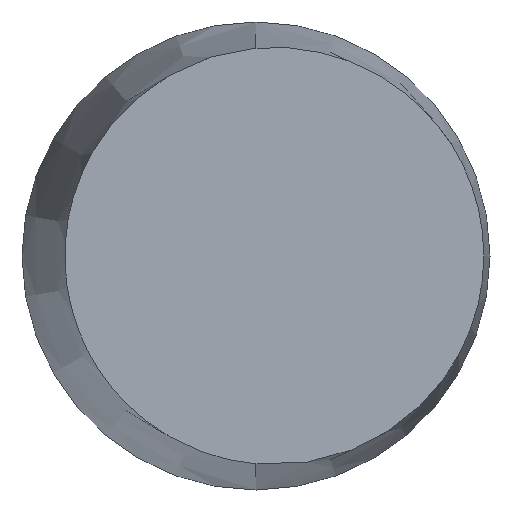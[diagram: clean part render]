
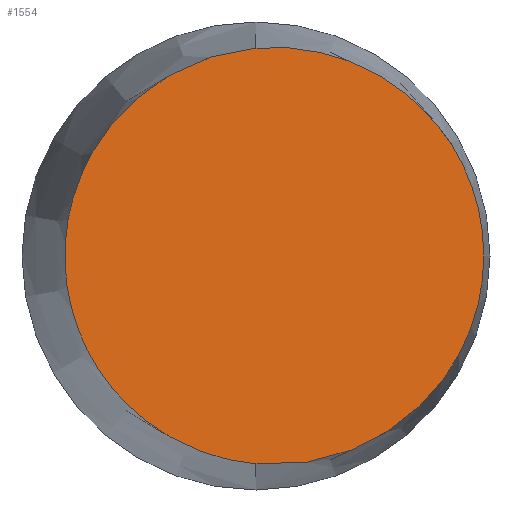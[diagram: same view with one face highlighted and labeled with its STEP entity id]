
A CAD part, left-side view. The second image highlights one B-rep face of the part: STEP entity #1554.
In plain terms, the highlighted planar face has unit normal (-0.707, -0.707, 0).
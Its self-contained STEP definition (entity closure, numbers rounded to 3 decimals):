
#52 = DIRECTION ( 'NONE',  ( 0.707, -0.707, 0. ) ) ;
#114 = CARTESIAN_POINT ( 'NONE',  ( 0., 0., -5.774 ) ) ;
#120 = VERTEX_POINT ( 'NONE', #389 ) ;
#144 = CARTESIAN_POINT ( 'NONE',  ( 6.327, -6.327, -0.818 ) ) ;
#170 = CARTESIAN_POINT ( 'NONE',  ( 0., 0., -5.774 ) ) ;
#180 = CARTESIAN_POINT ( 'NONE',  ( -3.34, 3.34, -4.362 ) ) ;
#215 = CARTESIAN_POINT ( 'NONE',  ( 2.035, -2.035, 5.608 ) ) ;
#241 = EDGE_CURVE ( 'NONE', #1482, #486, #259, .T. ) ;
#259 = B_SPLINE_CURVE_WITH_KNOTS ( 'NONE', 3,
 ( #1140, #1511, #1381, #1631, #468, #832, #570, #567, #1612, #180, #588, #1354, #1084, #1109, #1080 ),
 .UNSPECIFIED., .F., .F.,
 ( 4, 1, 2, 2, 1, 1, 2, 2, 4 ),
 ( 0., 0.25, 0.375, 0.438, 0.5, 0.75, 0.813, 0.875, 1. ),
 .UNSPECIFIED. ) ;
#280 = CARTESIAN_POINT ( 'NONE',  ( 5.658, -5.658, -2.73 ) ) ;
#389 = CARTESIAN_POINT ( 'NONE',  ( 6.327, -6.327, 0. ) ) ;
#397 = EDGE_CURVE ( 'NONE', #120, #1482, #928, .T. ) ;
#468 = CARTESIAN_POINT ( 'NONE',  ( -5.028, 5.028, 1.817 ) ) ;
#477 = CARTESIAN_POINT ( 'NONE',  ( 0.407, -0.407, 5.809 ) ) ;
#486 = VERTEX_POINT ( 'NONE', #170 ) ;
#502 = CARTESIAN_POINT ( 'NONE',  ( 0., 0., 5.774 ) ) ;
#529 = CARTESIAN_POINT ( 'NONE',  ( 4.97, -4.97, -3.744 ) ) ;
#567 = CARTESIAN_POINT ( 'NONE',  ( -5.448, 5.448, -1.036 ) ) ;
#570 = CARTESIAN_POINT ( 'NONE',  ( -5.272, 5.272, 0.75 ) ) ;
#588 = CARTESIAN_POINT ( 'NONE',  ( -2.755, 2.755, -4.813 ) ) ;
#634 = CARTESIAN_POINT ( 'NONE',  ( 6.154, -6.154, -1.622 ) ) ;
#732 = PLANE ( 'NONE',  #1410 ) ;
#750 = CARTESIAN_POINT ( 'NONE',  ( 3.188, -3.188, 5.209 ) ) ;
#757 = CARTESIAN_POINT ( 'NONE',  ( 0.816, -0.816, 5.802 ) ) ;
#782 = CARTESIAN_POINT ( 'NONE',  ( 3.609, -3.609, -5.24 ) ) ;
#828 = EDGE_CURVE ( 'NONE', #486, #120, #1127, .T. ) ;
#832 = CARTESIAN_POINT ( 'NONE',  ( -5.133, 5.133, 1.46 ) ) ;
#874 = ORIENTED_EDGE ( 'NONE', *, *, #241, .T. ) ;
#928 = B_SPLINE_CURVE_WITH_KNOTS ( 'NONE', 3,
 ( #1666, #1017, #1414, #750, #215, #1281, #757, #477, #1507 ),
 .UNSPECIFIED., .F., .F.,
 ( 4, 1, 2, 2, 4 ),
 ( 0., 0.5, 0.75, 0.875, 1. ),
 .UNSPECIFIED. ) ;
#937 = CARTESIAN_POINT ( 'NONE',  ( -5.411, 5.411, -5.864 ) ) ;
#1017 = CARTESIAN_POINT ( 'NONE',  ( 6.327, -6.327, 1.668 ) ) ;
#1080 = CARTESIAN_POINT ( 'NONE',  ( 0., 0., -5.774 ) ) ;
#1084 = CARTESIAN_POINT ( 'NONE',  ( -1.454, 1.454, -5.505 ) ) ;
#1085 = ORIENTED_EDGE ( 'NONE', *, *, #828, .T. ) ;
#1109 = CARTESIAN_POINT ( 'NONE',  ( -0.737, 0.737, -5.71 ) ) ;
#1127 = B_SPLINE_CURVE_WITH_KNOTS ( 'NONE', 3,
 ( #114, #1175, #782, #529, #1563, #280, #634, #144, #1683 ),
 .UNSPECIFIED., .F., .F.,
 ( 4, 1, 2, 2, 4 ),
 ( 0., 0.5, 0.625, 0.75, 1. ),
 .UNSPECIFIED. ) ;
#1140 = CARTESIAN_POINT ( 'NONE',  ( 0., 0., 5.774 ) ) ;
#1175 = CARTESIAN_POINT ( 'NONE',  ( 1.62, -1.62, -5.915 ) ) ;
#1280 = EDGE_LOOP ( 'NONE', ( #1085, #1419, #874 ) ) ;
#1281 = CARTESIAN_POINT ( 'NONE',  ( 1.629, -1.629, 5.702 ) ) ;
#1341 = DIRECTION ( 'NONE',  ( -0.707, -0.707, 0. ) ) ;
#1354 = CARTESIAN_POINT ( 'NONE',  ( -2.44, 2.44, -5.01 ) ) ;
#1381 = CARTESIAN_POINT ( 'NONE',  ( -3.449, 3.449, 4.647 ) ) ;
#1410 = AXIS2_PLACEMENT_3D ( 'NONE', #937, #1341, #52 ) ;
#1414 = CARTESIAN_POINT ( 'NONE',  ( 5.26, -5.26, 3.952 ) ) ;
#1419 = ORIENTED_EDGE ( 'NONE', *, *, #397, .T. ) ;
#1482 = VERTEX_POINT ( 'NONE', #502 ) ;
#1507 = CARTESIAN_POINT ( 'NONE',  ( 0., 0., 5.774 ) ) ;
#1511 = CARTESIAN_POINT ( 'NONE',  ( -1.458, 1.458, 5.647 ) ) ;
#1519 = FACE_OUTER_BOUND ( 'NONE', #1280, .T. ) ;
#1554 = ADVANCED_FACE ( 'NONE', ( #1519 ), #732, .T. ) ;
#1563 = CARTESIAN_POINT ( 'NONE',  ( 5.452, -5.452, -3.085 ) ) ;
#1612 = CARTESIAN_POINT ( 'NONE',  ( -4.673, 4.673, -3.116 ) ) ;
#1631 = CARTESIAN_POINT ( 'NONE',  ( -4.622, 4.622, 2.829 ) ) ;
#1666 = CARTESIAN_POINT ( 'NONE',  ( 6.327, -6.327, 0. ) ) ;
#1683 = CARTESIAN_POINT ( 'NONE',  ( 6.327, -6.327, 0. ) ) ;
